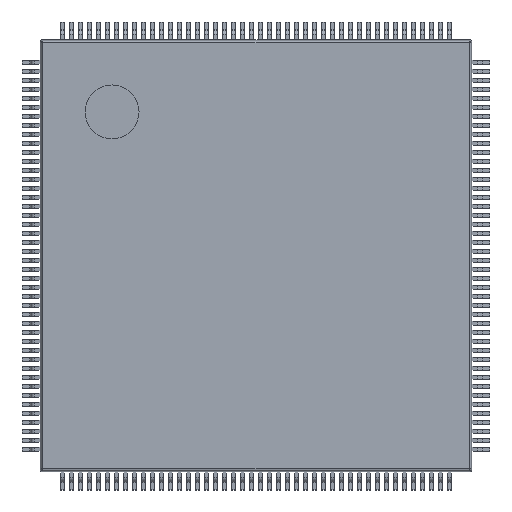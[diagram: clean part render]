
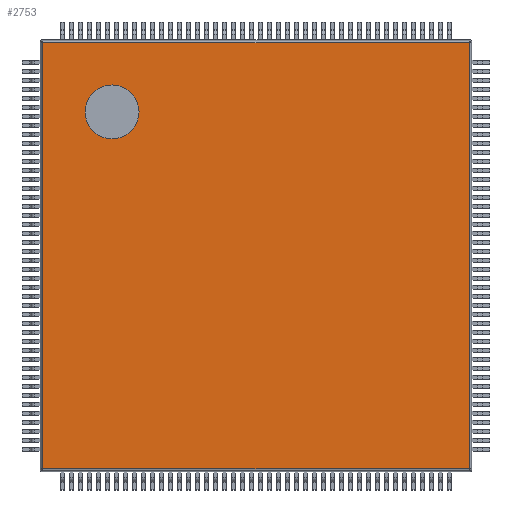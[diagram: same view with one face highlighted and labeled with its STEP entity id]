
A CAD part, top view. The second image highlights one B-rep face of the part: STEP entity #2753.
In plain terms, the highlighted planar face has unit normal (0, 0, 1).
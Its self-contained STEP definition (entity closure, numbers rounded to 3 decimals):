
#2408 = VERTEX_POINT('',#2409);
#2409 = CARTESIAN_POINT('',(0.165,0.165,1.6));
#2416 = EDGE_CURVE('',#2408,#2417,#2419,.T.);
#2417 = VERTEX_POINT('',#2418);
#2418 = CARTESIAN_POINT('',(0.165,23.835,1.6));
#2419 = LINE('',#2420,#2421);
#2420 = CARTESIAN_POINT('',(0.165,0.075,1.6));
#2421 = VECTOR('',#2422,1.);
#2422 = DIRECTION('',(0.,1.,-0.));
#2753 = ADVANCED_FACE('',(#2754,#2779),#2790,.T.);
#2754 = FACE_BOUND('',#2755,.T.);
#2755 = EDGE_LOOP('',(#2756,#2757,#2765,#2773));
#2756 = ORIENTED_EDGE('',*,*,#2416,.F.);
#2757 = ORIENTED_EDGE('',*,*,#2758,.T.);
#2758 = EDGE_CURVE('',#2408,#2759,#2761,.T.);
#2759 = VERTEX_POINT('',#2760);
#2760 = CARTESIAN_POINT('',(23.835,0.165,1.6));
#2761 = LINE('',#2762,#2763);
#2762 = CARTESIAN_POINT('',(0.075,0.165,1.6));
#2763 = VECTOR('',#2764,1.);
#2764 = DIRECTION('',(1.,-0.,0.));
#2765 = ORIENTED_EDGE('',*,*,#2766,.T.);
#2766 = EDGE_CURVE('',#2759,#2767,#2769,.T.);
#2767 = VERTEX_POINT('',#2768);
#2768 = CARTESIAN_POINT('',(23.835,23.835,1.6));
#2769 = LINE('',#2770,#2771);
#2770 = CARTESIAN_POINT('',(23.835,0.075,1.6));
#2771 = VECTOR('',#2772,1.);
#2772 = DIRECTION('',(0.,1.,-0.));
#2773 = ORIENTED_EDGE('',*,*,#2774,.F.);
#2774 = EDGE_CURVE('',#2417,#2767,#2775,.T.);
#2775 = LINE('',#2776,#2777);
#2776 = CARTESIAN_POINT('',(0.075,23.835,1.6));
#2777 = VECTOR('',#2778,1.);
#2778 = DIRECTION('',(1.,0.,0.));
#2779 = FACE_BOUND('',#2780,.T.);
#2780 = EDGE_LOOP('',(#2781));
#2781 = ORIENTED_EDGE('',*,*,#2782,.F.);
#2782 = EDGE_CURVE('',#2783,#2783,#2785,.T.);
#2783 = VERTEX_POINT('',#2784);
#2784 = CARTESIAN_POINT('',(5.5,20.,1.6));
#2785 = CIRCLE('',#2786,1.5);
#2786 = AXIS2_PLACEMENT_3D('',#2787,#2788,#2789);
#2787 = CARTESIAN_POINT('',(4.,20.,1.6));
#2788 = DIRECTION('',(0.,0.,1.));
#2789 = DIRECTION('',(1.,0.,-0.));
#2790 = PLANE('',#2791);
#2791 = AXIS2_PLACEMENT_3D('',#2792,#2793,#2794);
#2792 = CARTESIAN_POINT('',(0.,0.,1.6));
#2793 = DIRECTION('',(0.,0.,1.));
#2794 = DIRECTION('',(1.,0.,-0.));
